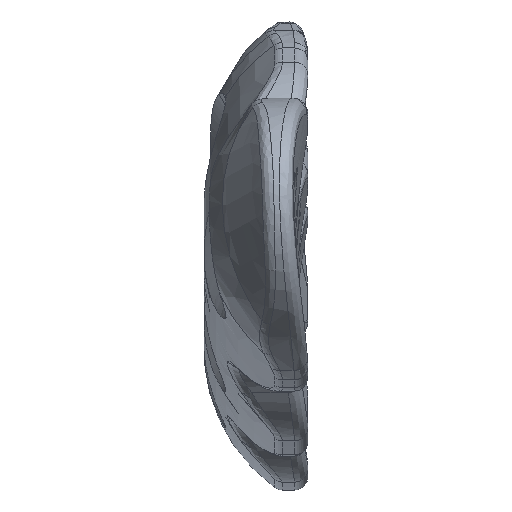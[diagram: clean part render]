
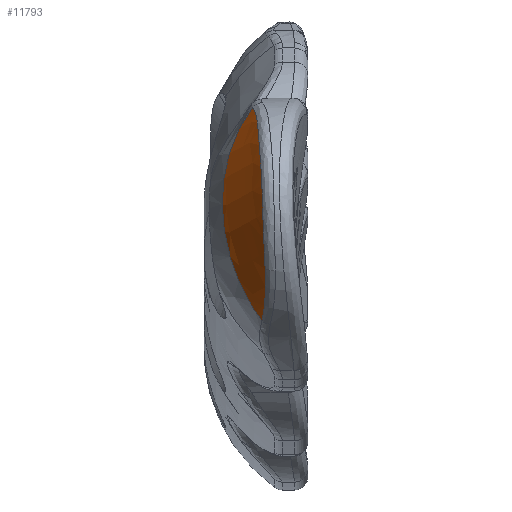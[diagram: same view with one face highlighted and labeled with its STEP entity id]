
A CAD part, left-side view. The second image highlights one B-rep face of the part: STEP entity #11793.
In plain terms, the highlighted toroidal (fillet/blend) face has major radius 130 mm and minor radius 6.385 mm.
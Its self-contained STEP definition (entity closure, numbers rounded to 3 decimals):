
#1870=CARTESIAN_POINT('',(-92.622,1.15,52.464));
#3235=CARTESIAN_POINT('',(-92.622,1.15,52.464));
#3236=CARTESIAN_POINT('',(-92.795,1.117,52.599));
#3237=CARTESIAN_POINT('',(-93.135,1.063,52.883));
#3238=CARTESIAN_POINT('',(-93.648,1.019,53.411));
#3239=CARTESIAN_POINT('',(-94.051,1.016,53.942));
#3240=CARTESIAN_POINT('',(-94.351,1.033,54.445));
#3241=CARTESIAN_POINT('',(-94.569,1.056,54.912));
#3242=CARTESIAN_POINT('',(-94.725,1.076,55.341));
#3243=CARTESIAN_POINT('',(-94.832,1.094,55.733));
#3244=CARTESIAN_POINT('',(-94.9,1.108,56.09));
#3245=CARTESIAN_POINT('',(-94.937,1.119,56.415));
#3246=CARTESIAN_POINT('',(-94.947,1.128,56.709));
#3247=CARTESIAN_POINT('',(-94.937,1.136,56.976));
#3248=CARTESIAN_POINT('',(-94.909,1.144,57.216));
#3249=CARTESIAN_POINT('',(-94.869,1.151,57.425));
#3250=CARTESIAN_POINT('',(-94.821,1.158,57.606));
#3251=CARTESIAN_POINT('',(-94.764,1.166,57.775));
#3252=CARTESIAN_POINT('',(-94.694,1.176,57.944));
#3253=CARTESIAN_POINT('',(-94.607,1.187,58.119));
#3254=CARTESIAN_POINT('',(-94.499,1.199,58.305));
#3255=CARTESIAN_POINT('',(-94.363,1.214,58.505));
#3256=CARTESIAN_POINT('',(-94.193,1.23,58.72));
#3257=CARTESIAN_POINT('',(-93.986,1.246,58.947));
#3258=CARTESIAN_POINT('',(-93.737,1.264,59.18));
#3259=CARTESIAN_POINT('',(-93.442,1.282,59.416));
#3260=CARTESIAN_POINT('',(-93.093,1.302,59.651));
#3261=CARTESIAN_POINT('',(-92.681,1.327,59.878));
#3262=CARTESIAN_POINT('',(-92.204,1.363,60.085));
#3263=CARTESIAN_POINT('',(-91.658,1.414,60.263));
#3264=CARTESIAN_POINT('',(-91.248,1.463,60.359));
#3265=CARTESIAN_POINT('',(-91.033,1.491,60.4));
#3267=CARTESIAN_POINT('',(-91.033,1.491,60.4));
#3268=CARTESIAN_POINT('',(-91.131,1.634,60.21));
#3269=CARTESIAN_POINT('',(-91.347,1.918,59.779));
#3270=CARTESIAN_POINT('',(-91.705,2.29,58.97));
#3271=CARTESIAN_POINT('',(-92.078,2.566,57.961));
#3272=CARTESIAN_POINT('',(-92.426,2.665,56.734));
#3273=CARTESIAN_POINT('',(-92.667,2.518,55.437));
#3274=CARTESIAN_POINT('',(-92.765,2.166,54.266));
#3275=CARTESIAN_POINT('',(-92.745,1.697,53.274));
#3276=CARTESIAN_POINT('',(-92.67,1.335,52.716));
#3277=CARTESIAN_POINT('',(-92.622,1.15,52.464));
#3684=VERTEX_POINT('',#1870);
#3686=VERTEX_POINT('',#3265);
#11784=CARTESIAN_POINT('',(-52.836,3.162,
180.736));
#11785=DIRECTION('',(-0.489,0.866,0.101));
#11786=DIRECTION('',(0.04,-0.093,0.995));
#11787=AXIS2_PLACEMENT_3D('',#11784,#11785,#11786);
#11788=TOROIDAL_SURFACE('',#11787,130.,6.385);
#11789=ORIENTED_EDGE('',*,*,#11778,.F.);
#11790=ORIENTED_EDGE('',*,*,#6991,.F.);
#11791=EDGE_LOOP('',(#11789,#11790));
#11792=FACE_OUTER_BOUND('',#11791,.F.);
#11793=ADVANCED_FACE('',(#11792),#11788,.T.);
#3266=B_SPLINE_CURVE_WITH_KNOTS('',3,(#3235,#3236,#3237,#3238,#3239,#3240,#3241,
#3242,#3243,#3244,#3245,#3246,#3247,#3248,#3249,#3250,#3251,#3252,#3253,#3254,
#3255,#3256,#3257,#3258,#3259,#3260,#3261,#3262,#3263,#3264,#3265),
.UNSPECIFIED.,.F.,.F.,(4,1,1,1,1,1,1,1,1,1,1,1,1,1,1,1,1,1,1,1,1,1,1,1,1,1,1,1,
4),(0.,0.036,0.071,0.107,
0.143,0.179,0.214,0.25,0.286,
0.321,0.357,0.393,0.429,
0.464,0.5,0.536,0.571,0.607,
0.643,0.679,0.714,0.75,0.786,
0.821,0.857,0.893,0.929,
0.964,1.),.UNSPECIFIED.);
#3278=B_SPLINE_CURVE_WITH_KNOTS('',3,(#3267,#3268,#3269,#3270,#3271,#3272,#3273,
#3274,#3275,#3276,#3277),.UNSPECIFIED.,.F.,.F.,(4,1,1,1,1,1,1,1,4),(0.,
0.125,0.25,0.375,0.5,0.625,0.75,0.875,1.),.UNSPECIFIED.);
#6991=EDGE_CURVE('',#3686,#3684,#3278,.T.);
#11778=EDGE_CURVE('',#3684,#3686,#3266,.T.);
